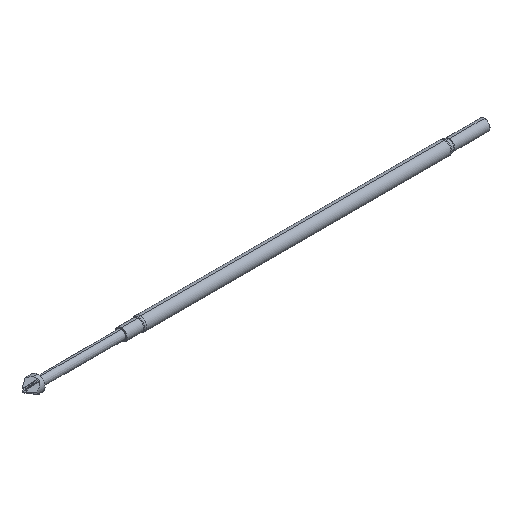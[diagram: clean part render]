
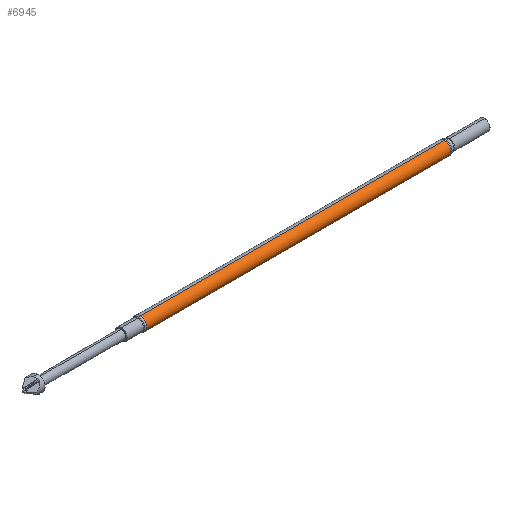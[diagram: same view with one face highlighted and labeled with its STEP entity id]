
A CAD part, isometric view. The second image highlights one B-rep face of the part: STEP entity #6945.
In plain terms, the highlighted cylindrical face has radius 0.51 mm (diameter 1.021 mm), a partial arc.
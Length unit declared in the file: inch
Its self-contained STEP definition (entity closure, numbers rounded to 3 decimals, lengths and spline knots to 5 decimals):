
#106 = CARTESIAN_POINT ( 'NONE',  ( 1.1655, 0., 0.0201 ) ) ;
#110 = LINE ( 'NONE', #1657, #3482 ) ;
#222 = FACE_OUTER_BOUND ( 'NONE', #2249, .T. ) ;
#577 = ORIENTED_EDGE ( 'NONE', *, *, #2656, .F. ) ;
#627 = AXIS2_PLACEMENT_3D ( 'NONE', #737, #6728, #1251 ) ;
#712 = CIRCLE ( 'NONE', #6571, 0.0201 ) ;
#737 = CARTESIAN_POINT ( 'NONE',  ( 1.1655, 0., 0. ) ) ;
#858 = EDGE_CURVE ( 'NONE', #2917, #1568, #712, .T. ) ;
#1072 = ORIENTED_EDGE ( 'NONE', *, *, #858, .T. ) ;
#1143 = DIRECTION ( 'NONE',  ( 1., 0., 0. ) ) ;
#1251 = DIRECTION ( 'NONE',  ( 0., 0., -1. ) ) ;
#1568 = VERTEX_POINT ( 'NONE', #2262 ) ;
#1657 = CARTESIAN_POINT ( 'NONE',  ( 1.1655, 0., -0.0201 ) ) ;
#1710 = EDGE_CURVE ( 'NONE', #1568, #2026, #110, .T. ) ;
#2026 = VERTEX_POINT ( 'NONE', #6816 ) ;
#2060 = DIRECTION ( 'NONE',  ( 0., 0., -1. ) ) ;
#2168 = DIRECTION ( 'NONE',  ( 1., 0., 0. ) ) ;
#2194 = CARTESIAN_POINT ( 'NONE',  ( 0.986, 0., 0.0201 ) ) ;
#2249 = EDGE_LOOP ( 'NONE', ( #577, #1072, #6108, #2741 ) ) ;
#2262 = CARTESIAN_POINT ( 'NONE',  ( 0.05786, 0., -0.0201 ) ) ;
#2656 = EDGE_CURVE ( 'NONE', #2917, #6497, #4935, .T. ) ;
#2741 = ORIENTED_EDGE ( 'NONE', *, *, #4945, .F. ) ;
#2799 = VECTOR ( 'NONE', #3954, 39.37008 ) ;
#2897 = DIRECTION ( 'NONE',  ( 0., 0., -1. ) ) ;
#2917 = VERTEX_POINT ( 'NONE', #3427 ) ;
#3118 = CARTESIAN_POINT ( 'NONE',  ( 0.986, 0., 0. ) ) ;
#3375 = CYLINDRICAL_SURFACE ( 'NONE', #627, 0.0201 ) ;
#3427 = CARTESIAN_POINT ( 'NONE',  ( 0.05786, 0., 0.0201 ) ) ;
#3482 = VECTOR ( 'NONE', #1143, 39.37008 ) ;
#3564 = AXIS2_PLACEMENT_3D ( 'NONE', #3118, #2168, #2060 ) ;
#3954 = DIRECTION ( 'NONE',  ( 1., 0., 0. ) ) ;
#4917 = DIRECTION ( 'NONE',  ( 1., 0., 0. ) ) ;
#4935 = LINE ( 'NONE', #106, #2799 ) ;
#4945 = EDGE_CURVE ( 'NONE', #6497, #2026, #6490, .T. ) ;
#6108 = ORIENTED_EDGE ( 'NONE', *, *, #1710, .T. ) ;
#6490 = CIRCLE ( 'NONE', #3564, 0.0201 ) ;
#6497 = VERTEX_POINT ( 'NONE', #2194 ) ;
#6571 = AXIS2_PLACEMENT_3D ( 'NONE', #6659, #4917, #2897 ) ;
#6659 = CARTESIAN_POINT ( 'NONE',  ( 0.05786, 0., 0. ) ) ;
#6728 = DIRECTION ( 'NONE',  ( 1., 0., 0. ) ) ;
#6816 = CARTESIAN_POINT ( 'NONE',  ( 0.986, 0., -0.0201 ) ) ;
#6945 = ADVANCED_FACE ( 'NONE', ( #222 ), #3375, .T. ) ;
